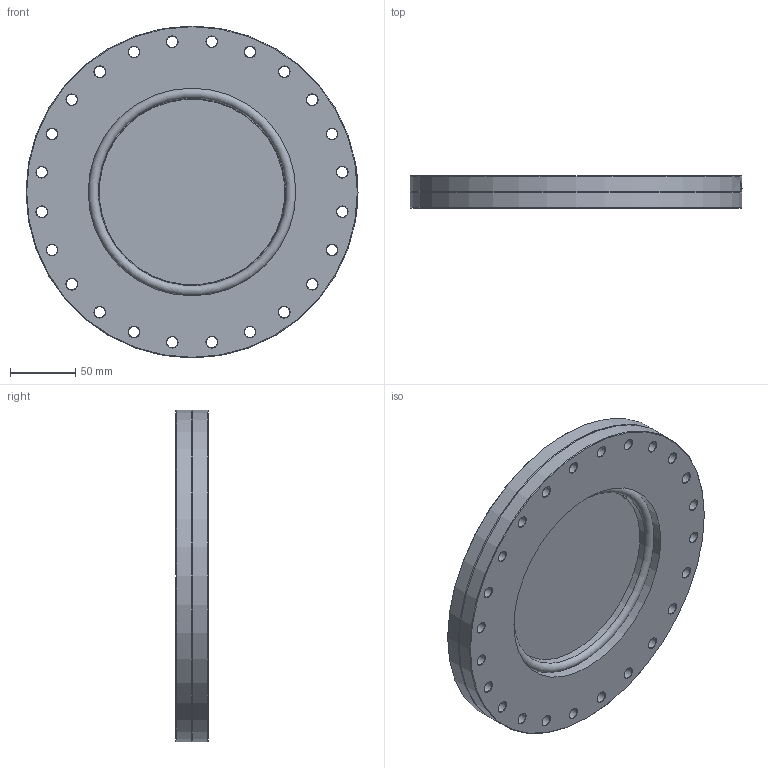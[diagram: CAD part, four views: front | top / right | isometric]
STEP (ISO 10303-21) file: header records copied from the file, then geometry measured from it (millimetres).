
FILE_DESCRIPTION(/* description */ (''),/* implementation_level */ '2;1');
FILE_NAME(/* name */ 'VP-200CF.stp',/* time_stamp */ '2023-08-14T13:54:17+01:00',/* author */ ('PaulJarvis'),/* organization */ (''),/* preprocessor_version */ 'ST-DEVELOPER v19.2',/* originating_system */ 'Autodesk Inventor 2023',/* authorisation */ '');
FILE_SCHEMA (('AUTOMOTIVE_DESIGN { 1 0 10303 214 3 1 1 }'));
Length unit declared in the file: millimetre
Products named in the file (4): VP-200CF; FL-200CF straddled; DN160 Weldable spinning; DN160 glass disc with flow
Assembly tree (3 placements, depth 2):
  VP-200CF
    FL-200CF straddled
    DN160 Weldable spinning
    DN160 glass disc with flow
Bounding box: 254 x 24.6 x 254 mm (x, y, z)
Volume: 847568.2 mm3; surface area: 183598.8 mm2
Topology: 3 solids, 3 shells, 206 faces, 534 edges, 347 vertices
Faces by surface type: cone 54, bspline 53, cylinder 45, plane 44, torus 10
Full cylindrical faces by diameter (mm): 8.4 x24, 143.755 x1, 143.76 x1, 145.76 x1, 156.8 x1, 158.8 x2, 160.8 x1, 163.8 x1, 222.2 x1, 254 x2
Entity records: 19279 total; most frequent: CARTESIAN_POINT 14195, ORIENTED_EDGE 1068, DIRECTION 908, EDGE_CURVE 534, AXIS2_PLACEMENT_3D 360, VERTEX_POINT 347, EDGE_LOOP 271, FACE_OUTER_BOUND 206
